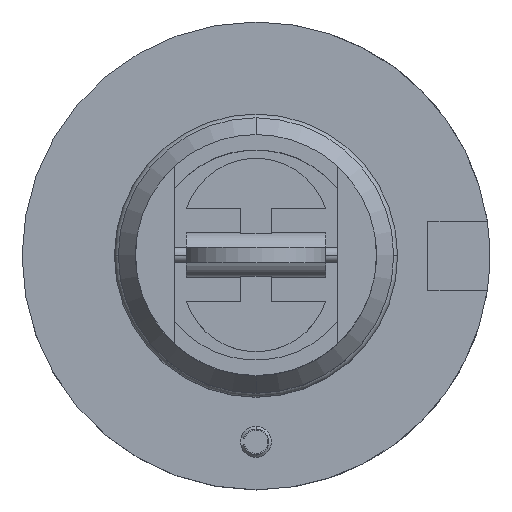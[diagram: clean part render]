
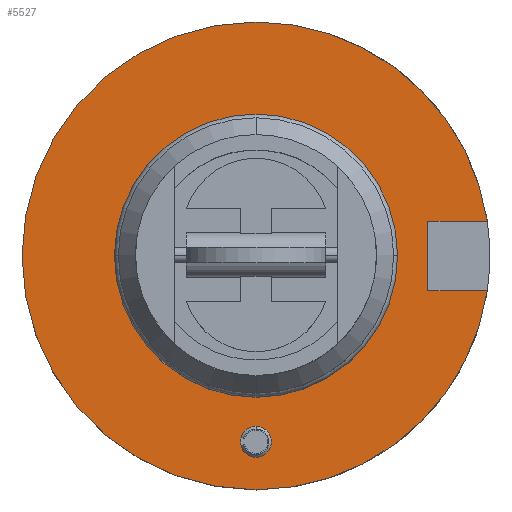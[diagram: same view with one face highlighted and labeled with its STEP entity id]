
A CAD part, top view. The second image highlights one B-rep face of the part: STEP entity #5527.
In plain terms, the highlighted planar face has unit normal (0, 0, 1).
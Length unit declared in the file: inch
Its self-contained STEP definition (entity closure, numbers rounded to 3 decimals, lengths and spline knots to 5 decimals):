
#69=DIRECTION('',(-1.,0.,0.));
#70=VECTOR('',#69,0.23948);
#71=CARTESIAN_POINT('',(0.93298,0.1405,0.));
#72=LINE('',#71,#70);
#73=DIRECTION('',(0.,-1.,0.));
#74=VECTOR('',#73,0.281);
#75=CARTESIAN_POINT('',(0.6935,0.1405,0.));
#76=LINE('',#75,#74);
#77=DIRECTION('',(-1.,0.,0.));
#78=VECTOR('',#77,0.23948);
#79=CARTESIAN_POINT('',(0.93298,-0.1405,0.));
#80=LINE('',#79,#78);
#81=CARTESIAN_POINT('',(0.,0.,0.));
#82=DIRECTION('',(0.,0.,-1.));
#83=DIRECTION('',(0.989,-0.149,0.));
#84=AXIS2_PLACEMENT_3D('',#81,#82,#83);
#86=CARTESIAN_POINT('',(0.,0.,0.));
#87=DIRECTION('',(0.,0.,1.));
#88=DIRECTION('',(0.,1.,0.));
#89=AXIS2_PLACEMENT_3D('',#86,#87,#88);
#91=CARTESIAN_POINT('',(0.,0.,0.));
#92=DIRECTION('',(0.,0.,-1.));
#93=DIRECTION('',(0.,1.,0.));
#94=AXIS2_PLACEMENT_3D('',#91,#92,#93);
#96=CARTESIAN_POINT('',(0.,-0.75,0.));
#97=DIRECTION('',(0.,0.,1.));
#98=DIRECTION('',(1.,0.,0.));
#99=AXIS2_PLACEMENT_3D('',#96,#97,#98);
#101=CARTESIAN_POINT('',(0.,-0.75,0.));
#102=DIRECTION('',(0.,0.,1.));
#103=DIRECTION('',(-1.,0.,0.));
#104=AXIS2_PLACEMENT_3D('',#101,#102,#103);
#121=CARTESIAN_POINT('',(0.,0.,0.));
#122=DIRECTION('',(0.,0.,1.));
#123=DIRECTION('',(0.,1.,0.));
#124=AXIS2_PLACEMENT_3D('',#121,#122,#123);
#279=CARTESIAN_POINT('',(0.,0.,0.));
#280=DIRECTION('',(0.,0.,-1.));
#281=DIRECTION('',(0.,1.,0.));
#282=AXIS2_PLACEMENT_3D('',#279,#280,#281);
#4279=CARTESIAN_POINT('',(0.,0.9435,0.));
#4281=VERTEX_POINT('',#4279);
#4287=CARTESIAN_POINT('',(0.,-0.9435,0.));
#4289=VERTEX_POINT('',#4287);
#4298=CARTESIAN_POINT('',(0.,0.5555,0.));
#4299=CARTESIAN_POINT('',(0.,-0.5555,0.));
#4300=VERTEX_POINT('',#4298);
#4301=VERTEX_POINT('',#4299);
#4358=CARTESIAN_POINT('',(0.93298,0.1405,0.));
#4359=CARTESIAN_POINT('',(0.6935,0.1405,0.));
#4360=VERTEX_POINT('',#4358);
#4361=VERTEX_POINT('',#4359);
#4362=CARTESIAN_POINT('',(0.6935,-0.1405,0.));
#4363=VERTEX_POINT('',#4362);
#4364=CARTESIAN_POINT('',(0.93298,-0.1405,0.));
#4365=VERTEX_POINT('',#4364);
#4374=CARTESIAN_POINT('',(0.0625,-0.75,0.));
#4375=CARTESIAN_POINT('',(-0.0625,-0.75,0.));
#4376=VERTEX_POINT('',#4374);
#4377=VERTEX_POINT('',#4375);
#5497=CARTESIAN_POINT('',(0.,0.,0.));
#5498=DIRECTION('',(0.,0.,1.));
#5499=DIRECTION('',(0.,1.,0.));
#5500=AXIS2_PLACEMENT_3D('',#5497,#5498,#5499);
#5501=PLANE('',#5500);
#5503=ORIENTED_EDGE('',*,*,#5502,.T.);
#5505=ORIENTED_EDGE('',*,*,#5504,.T.);
#5507=ORIENTED_EDGE('',*,*,#5506,.F.);
#5509=ORIENTED_EDGE('',*,*,#5508,.T.);
#5510=ORIENTED_EDGE('',*,*,#5488,.F.);
#5512=ORIENTED_EDGE('',*,*,#5511,.T.);
#5513=EDGE_LOOP('',(#5503,#5505,#5507,#5509,#5510,#5512));
#5514=FACE_OUTER_BOUND('',#5513,.F.);
#5516=ORIENTED_EDGE('',*,*,#5515,.F.);
#5518=ORIENTED_EDGE('',*,*,#5517,.T.);
#5519=EDGE_LOOP('',(#5516,#5518));
#5520=FACE_BOUND('',#5519,.F.);
#5522=ORIENTED_EDGE('',*,*,#5521,.T.);
#5524=ORIENTED_EDGE('',*,*,#5523,.T.);
#5525=EDGE_LOOP('',(#5522,#5524));
#5526=FACE_BOUND('',#5525,.F.);
#85=CIRCLE('',#84,0.9435);
#90=CIRCLE('',#89,0.9435);
#95=CIRCLE('',#94,0.9435);
#100=CIRCLE('',#99,0.0625);
#105=CIRCLE('',#104,0.0625);
#125=CIRCLE('',#124,0.5555);
#283=CIRCLE('',#282,0.5555);
#5488=EDGE_CURVE('',#4281,#4289,#90,.T.);
#5502=EDGE_CURVE('',#4360,#4361,#72,.T.);
#5504=EDGE_CURVE('',#4361,#4363,#76,.T.);
#5506=EDGE_CURVE('',#4365,#4363,#80,.T.);
#5508=EDGE_CURVE('',#4365,#4289,#85,.T.);
#5511=EDGE_CURVE('',#4281,#4360,#95,.T.);
#5515=EDGE_CURVE('',#4300,#4301,#283,.T.);
#5517=EDGE_CURVE('',#4300,#4301,#125,.T.);
#5521=EDGE_CURVE('',#4376,#4377,#100,.T.);
#5523=EDGE_CURVE('',#4377,#4376,#105,.T.);
#5527=ADVANCED_FACE('',(#5514,#5520,#5526),#5501,.T.);
